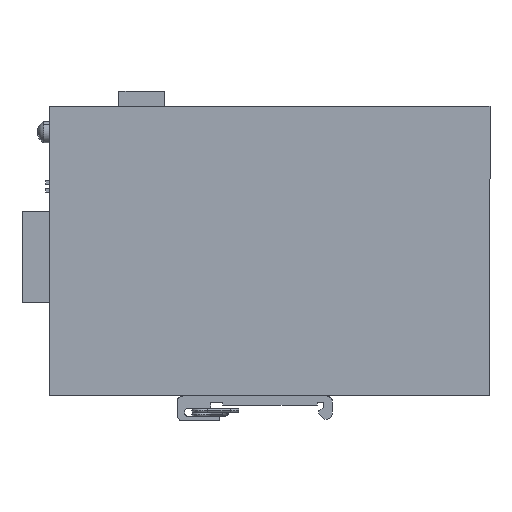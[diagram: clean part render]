
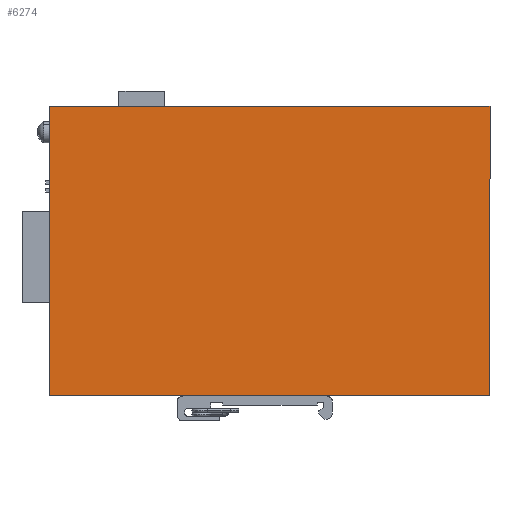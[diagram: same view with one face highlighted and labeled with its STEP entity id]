
A CAD part, left-side view. The second image highlights one B-rep face of the part: STEP entity #6274.
In plain terms, the highlighted planar face has unit normal (-1, 0, 0).
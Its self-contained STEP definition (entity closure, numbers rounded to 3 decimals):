
#6261=AXIS2_PLACEMENT_3D('Plane Axis2P3D',#6258,#6259,#6260) ;
#5713=CARTESIAN_POINT('Vertex',(0.,0.,103.1)) ;
#5727=CARTESIAN_POINT('Vertex',(0.,144.3,103.1)) ;
#5730=CARTESIAN_POINT('Line Origine',(0.,72.15,103.1)) ;
#5943=CARTESIAN_POINT('Line Origine',(0.,0.,55.65)) ;
#5947=CARTESIAN_POINT('Vertex',(0.,0.,8.2)) ;
#6148=CARTESIAN_POINT('Vertex',(0.,144.3,8.2)) ;
#6151=CARTESIAN_POINT('Line Origine',(0.,144.3,55.65)) ;
#6258=CARTESIAN_POINT('Axis2P3D Location',(0.,144.3,8.2)) ;
#6263=CARTESIAN_POINT('Line Origine',(0.,72.15,8.2)) ;
#5731=DIRECTION('Vector Direction',(0.,-1.,0.)) ;
#5944=DIRECTION('Vector Direction',(0.,0.,1.)) ;
#6152=DIRECTION('Vector Direction',(0.,0.,1.)) ;
#6259=DIRECTION('Axis2P3D Direction',(-1.,0.,0.)) ;
#6260=DIRECTION('Axis2P3D XDirection',(0.,-1.,0.)) ;
#6264=DIRECTION('Vector Direction',(0.,-1.,0.)) ;
#5732=VECTOR('Line Direction',#5731,1.) ;
#5945=VECTOR('Line Direction',#5944,1.) ;
#6153=VECTOR('Line Direction',#6152,1.) ;
#6265=VECTOR('Line Direction',#6264,1.) ;
#6269=ORIENTED_EDGE('',*,*,#5949,.T.) ;
#6270=ORIENTED_EDGE('',*,*,#5734,.F.) ;
#6271=ORIENTED_EDGE('',*,*,#6155,.F.) ;
#6272=ORIENTED_EDGE('',*,*,#6267,.F.) ;
#6274=ADVANCED_FACE('SWITCH',(#6273),#6262,.T.) ;
#5734=EDGE_CURVE('',#5728,#5714,#5733,.T.) ;
#5949=EDGE_CURVE('',#5948,#5714,#5946,.T.) ;
#6155=EDGE_CURVE('',#6149,#5728,#6154,.T.) ;
#6267=EDGE_CURVE('',#5948,#6149,#6266,.F.) ;
#6268=EDGE_LOOP('',(#6269,#6270,#6271,#6272)) ;
#6273=FACE_OUTER_BOUND('',#6268,.T.) ;
#5733=LINE('Line',#5730,#5732) ;
#5946=LINE('Line',#5943,#5945) ;
#6154=LINE('Line',#6151,#6153) ;
#6266=LINE('Line',#6263,#6265) ;
#6262=PLANE('',#6261) ;
#5714=VERTEX_POINT('',#5713) ;
#5728=VERTEX_POINT('',#5727) ;
#5948=VERTEX_POINT('',#5947) ;
#6149=VERTEX_POINT('',#6148) ;
